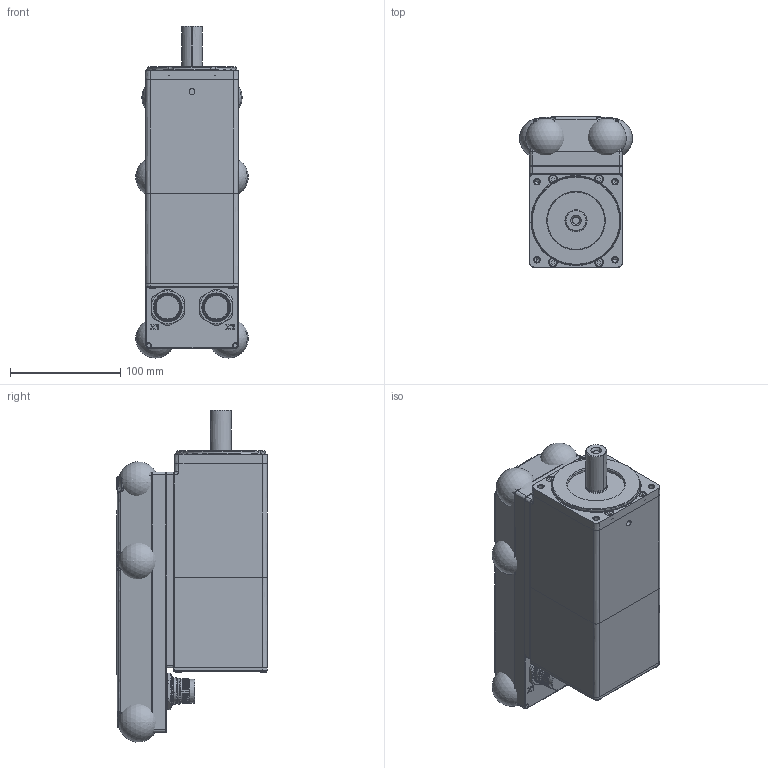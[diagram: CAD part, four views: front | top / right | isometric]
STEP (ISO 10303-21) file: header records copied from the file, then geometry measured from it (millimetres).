
FILE_DESCRIPTION((''),'2;1');
FILE_NAME('ISD510_SIZE2_B_2_1','2016-08-11T',('u269700'),(''),'CREO PARAMETRIC BY PTC INC, 2015200','CREO PARAMETRIC BY PTC INC, 2015200','');
FILE_SCHEMA(('CONFIG_CONTROL_DESIGN'));
Products named in the file (1): ISD510_SIZE2_B_2_1
Bounding box: 101.97 x 136.37 x 300.57 mm (x, y, z)
Surface area: 189033.5 mm2 (no closed solid volume)
Topology: 0 solids, 0 shells, 1626 faces, 9180 edges, 9083 vertices
Faces by surface type: bspline 1502, torus 102, sphere 22
Entity records: 180281 total; most frequent: CARTESIAN_POINT 102976, DIRECTION 11175, TRIMMED_CURVE 9822, DEFINITIONAL_REPRESENTATION 8988, PCURVE 8988, COMPOSITE_CURVE_SEGMENT 8988, VECTOR 8717, LINE 8717
